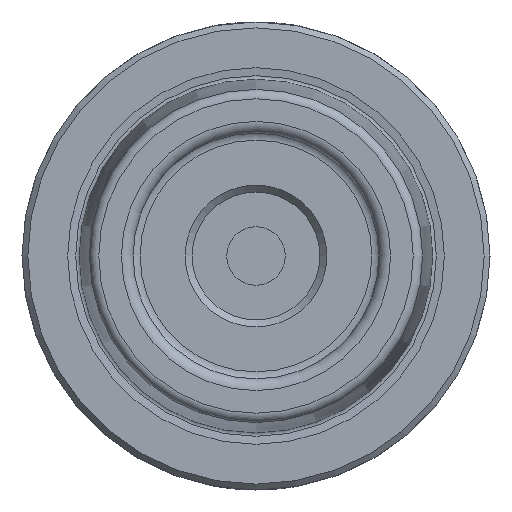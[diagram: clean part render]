
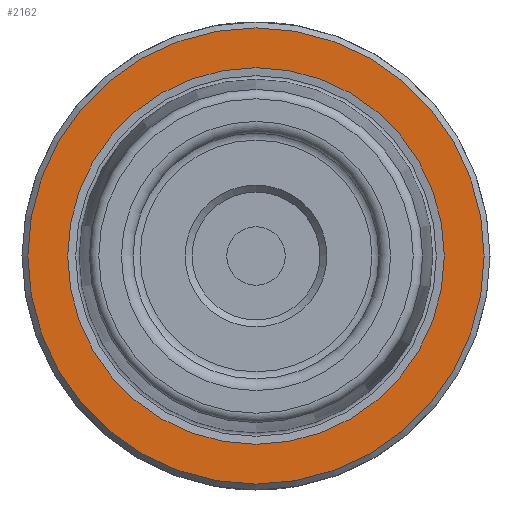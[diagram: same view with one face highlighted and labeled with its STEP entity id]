
A CAD part, left-side view. The second image highlights one B-rep face of the part: STEP entity #2162.
In plain terms, the highlighted planar face has unit normal (-1, 0, 0).
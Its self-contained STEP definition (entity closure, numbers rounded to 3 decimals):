
#391=ORIENTED_EDGE('',*,*,#776,.T.);
#392=ORIENTED_EDGE('',*,*,#775,.F.);
#775=EDGE_CURVE('',#981,#981,#1121,.T.);
#776=EDGE_CURVE('',#982,#982,#1122,.T.);
#981=VERTEX_POINT('',#3083);
#982=VERTEX_POINT('',#3086);
#1121=CIRCLE('',#2325,16.094);
#1122=CIRCLE('',#2327,19.5);
#1226=EDGE_LOOP('',(#391));
#1227=EDGE_LOOP('',(#392));
#1392=FACE_BOUND('',#1226,.T.);
#1393=FACE_BOUND('',#1227,.T.);
#1504=PLANE('',#2326);
#2162=ADVANCED_FACE('',(#1392,#1393),#1504,.T.);
#2325=AXIS2_PLACEMENT_3D('',#3082,#2589,#2590);
#2326=AXIS2_PLACEMENT_3D('',#3084,#2591,#2592);
#2327=AXIS2_PLACEMENT_3D('',#3085,#2593,#2594);
#2589=DIRECTION('',(-1.,0.,0.));
#2590=DIRECTION('',(0.,0.,1.));
#2591=DIRECTION('',(-1.,0.,0.));
#2592=DIRECTION('',(0.,0.,1.));
#2593=DIRECTION('',(-1.,0.,0.));
#2594=DIRECTION('',(0.,0.,1.));
#3082=CARTESIAN_POINT('',(0.,0.,0.));
#3083=CARTESIAN_POINT('',(0.,0.,16.094));
#3084=CARTESIAN_POINT('',(0.,0.,19.5));
#3085=CARTESIAN_POINT('',(0.,0.,0.));
#3086=CARTESIAN_POINT('',(0.,0.,19.5));
